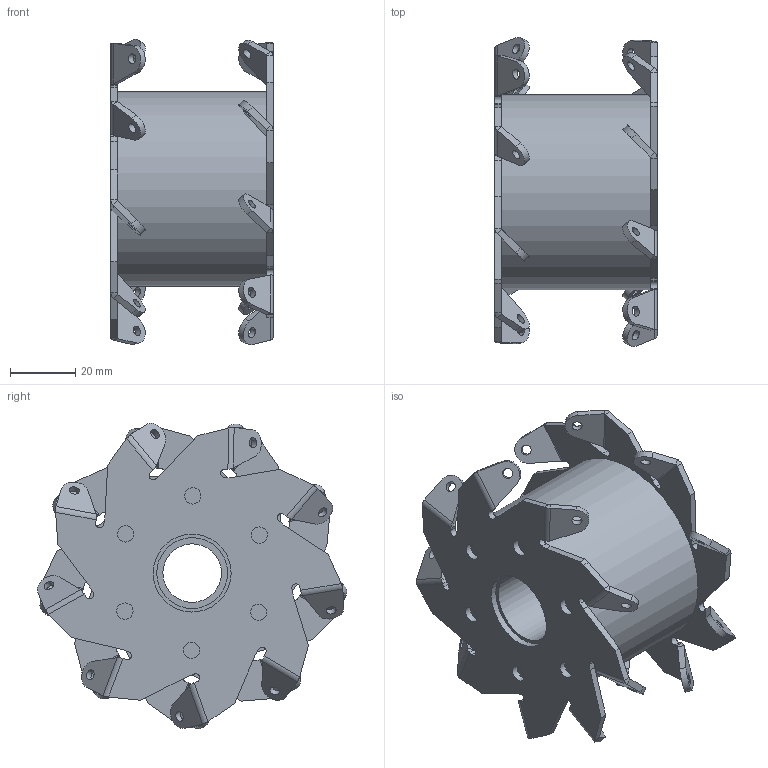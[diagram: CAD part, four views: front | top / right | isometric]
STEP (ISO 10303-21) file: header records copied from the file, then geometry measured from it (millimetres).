
FILE_DESCRIPTION(/* description */ (''),/* implementation_level */ '2;1');
FILE_NAME(/* name */ 'Buje_A.stp',/* time_stamp */ '2019-01-04T07:30:21+01:00',/* author */ (''),/* organization */ (''),/* preprocessor_version */ 'ST-DEVELOPER v16',/* originating_system */ 'SIEMENS PLM Software NX 11.0',/* authorisation */ '');
FILE_SCHEMA (('AUTOMOTIVE_DESIGN { 1 0 10303 214 3 1 1 1 }'));
Length unit declared in the file: millimetre
Products named in the file (4): Nexus 100mm Mecanum Wheel Right Plate_sldprt; Nexus 100mm Mecanum Wheel Core_sldprt; Nexus 100mm Mecanum Wheel Right_sldasm; Ruedas
Assembly tree (4 placements, depth 3):
  Ruedas
    Nexus 100mm Mecanum Wheel Right_sldasm
      Nexus 100mm Mecanum Wheel Core_sldprt
      Nexus 100mm Mecanum Wheel Right Plate_sldprt  x2
Bounding box: 50 x 95.19 x 93.96 mm (x, y, z)
Volume: 136327.7 mm3; surface area: 40767 mm2
Topology: 3 solids, 3 shells, 296 faces, 723 edges, 434 vertices
Faces by surface type: plane 153, cylinder 107, bspline 36
Full cylindrical faces by diameter (mm): 3.1 x18, 5 x12, 18 x1, 21.8 x1, 24 x2, 60 x1
Entity records: 4906 total; most frequent: CARTESIAN_POINT 1389, ORIENTED_EDGE 694, DIRECTION 661, EDGE_CURVE 347, LINE 237, VECTOR 237, VERTEX_POINT 220, AXIS2_PLACEMENT_3D 212
